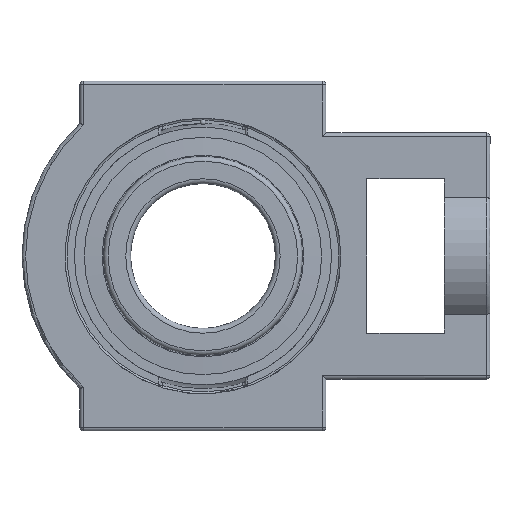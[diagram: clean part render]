
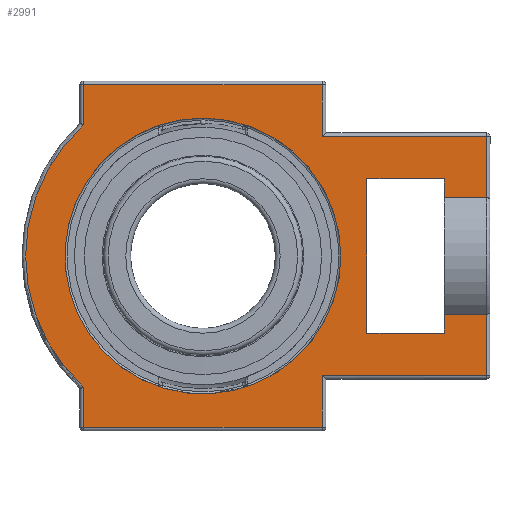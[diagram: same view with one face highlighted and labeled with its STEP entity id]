
A CAD part, left-side view. The second image highlights one B-rep face of the part: STEP entity #2991.
In plain terms, the highlighted face is planar.
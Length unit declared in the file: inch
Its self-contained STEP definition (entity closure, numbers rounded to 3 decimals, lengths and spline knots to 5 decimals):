
#821=VECTOR('',#3572,1.);
#855=VECTOR('',#3723,1.);
#856=VECTOR('',#3726,1.);
#859=VECTOR('',#3736,1.);
#860=VECTOR('',#3741,1.);
#862=VECTOR('',#3750,1.);
#867=VECTOR('',#3761,1.);
#871=VECTOR('',#3771,1.);
#874=VECTOR('',#3780,1.);
#879=VECTOR('',#3791,1.);
#886=VECTOR('',#3805,1.);
#887=VECTOR('',#3806,1.);
#888=VECTOR('',#3807,1.);
#889=VECTOR('',#3808,1.);
#890=VECTOR('',#3809,1.);
#891=VECTOR('',#3810,1.);
#963=LINE('',#4746,#821);
#997=LINE('',#4941,#855);
#998=LINE('',#4958,#856);
#1001=LINE('',#4966,#859);
#1002=LINE('',#4970,#860);
#1004=LINE('',#4992,#862);
#1009=LINE('',#5002,#867);
#1013=LINE('',#5011,#871);
#1016=LINE('',#5019,#874);
#1021=LINE('',#5046,#879);
#1028=LINE('',#5079,#886);
#1029=LINE('',#5081,#887);
#1030=LINE('',#5083,#888);
#1031=LINE('',#5085,#889);
#1032=LINE('',#5087,#890);
#1033=LINE('',#5090,#891);
#1167=PLANE('',#3250);
#1254=VERTEX_POINT('',#4711);
#1257=VERTEX_POINT('',#4720);
#1259=VERTEX_POINT('',#4725);
#1263=VERTEX_POINT('',#4734);
#1265=VERTEX_POINT('',#4739);
#1268=VERTEX_POINT('',#4747);
#1269=VERTEX_POINT('',#4751);
#1272=VERTEX_POINT('',#4758);
#1314=VERTEX_POINT('',#4942);
#1316=VERTEX_POINT('',#4967);
#1317=VERTEX_POINT('',#4971);
#1325=VERTEX_POINT('',#5020);
#1330=VERTEX_POINT('',#5047);
#1337=VERTEX_POINT('',#5080);
#1338=VERTEX_POINT('',#5082);
#1339=VERTEX_POINT('',#5084);
#1340=VERTEX_POINT('',#5086);
#1341=VERTEX_POINT('',#5088);
#1342=VERTEX_POINT('',#5089);
#1456=CIRCLE('',#3143,2.25138);
#1507=CIRCLE('',#3247,2.8937);
#1628=EDGE_CURVE('',#1254,#1254,#1456,.T.);
#1642=EDGE_CURVE('',#1265,#1268,#963,.T.);
#1713=EDGE_CURVE('',#1272,#1314,#997,.T.);
#1715=EDGE_CURVE('',#1268,#1272,#998,.T.);
#1720=EDGE_CURVE('',#1269,#1316,#1001,.T.);
#1722=EDGE_CURVE('',#1317,#1269,#1002,.T.);
#1727=EDGE_CURVE('',#1316,#1263,#1004,.T.);
#1733=EDGE_CURVE('',#1259,#1265,#1009,.T.);
#1738=EDGE_CURVE('',#1263,#1257,#1013,.T.);
#1742=EDGE_CURVE('',#1325,#1259,#1016,.T.);
#1749=EDGE_CURVE('',#1257,#1330,#1021,.T.);
#1751=EDGE_CURVE('',#1330,#1325,#1507,.T.);
#1760=EDGE_CURVE('',#1317,#1337,#1028,.T.);
#1761=EDGE_CURVE('',#1338,#1337,#1029,.T.);
#1762=EDGE_CURVE('',#1339,#1338,#1030,.T.);
#1763=EDGE_CURVE('',#1340,#1339,#1031,.T.);
#1764=EDGE_CURVE('',#1341,#1340,#1032,.T.);
#1765=EDGE_CURVE('',#1342,#1341,#1029,.T.);
#1766=EDGE_CURVE('',#1342,#1314,#1033,.T.);
#2212=ORIENTED_EDGE('',*,*,#1713,.F.);
#2213=ORIENTED_EDGE('',*,*,#1715,.F.);
#2214=ORIENTED_EDGE('',*,*,#1642,.F.);
#2215=ORIENTED_EDGE('',*,*,#1733,.F.);
#2216=ORIENTED_EDGE('',*,*,#1742,.F.);
#2217=ORIENTED_EDGE('',*,*,#1751,.F.);
#2218=ORIENTED_EDGE('',*,*,#1749,.F.);
#2219=ORIENTED_EDGE('',*,*,#1738,.F.);
#2220=ORIENTED_EDGE('',*,*,#1727,.F.);
#2221=ORIENTED_EDGE('',*,*,#1720,.F.);
#2222=ORIENTED_EDGE('',*,*,#1722,.F.);
#2223=ORIENTED_EDGE('',*,*,#1760,.T.);
#2224=ORIENTED_EDGE('',*,*,#1761,.F.);
#2225=ORIENTED_EDGE('',*,*,#1762,.F.);
#2226=ORIENTED_EDGE('',*,*,#1763,.F.);
#2227=ORIENTED_EDGE('',*,*,#1764,.F.);
#2228=ORIENTED_EDGE('',*,*,#1765,.F.);
#2229=ORIENTED_EDGE('',*,*,#1766,.T.);
#2230=ORIENTED_EDGE('',*,*,#1628,.T.);
#2573=EDGE_LOOP('',(#2212,#2213,#2214,#2215,#2216,#2217,#2218,#2219,#2220,
#2221,#2222,#2223,#2224,#2225,#2226,#2227,#2228,#2229));
#2574=EDGE_LOOP('',(#2230));
#2781=FACE_BOUND('',#2573,.T.);
#2782=FACE_BOUND('',#2574,.T.);
#2991=ADVANCED_FACE('',(#2781,#2782),#1167,.T.);
#3143=AXIS2_PLACEMENT_3D('',#4710,#3532,#3533);
#3247=AXIS2_PLACEMENT_3D('',#5063,#3793,#3794);
#3250=AXIS2_PLACEMENT_3D('',#5078,#3804,$);
#3532=DIRECTION('',(0.,0.,-1.));
#3533=DIRECTION('',(0.,2.251,0.));
#3572=DIRECTION('',(-1.,0.,0.));
#3723=DIRECTION('',(-1.,0.,0.));
#3726=DIRECTION('',(0.,-1.,0.));
#3736=DIRECTION('',(0.,1.,0.));
#3741=DIRECTION('',(-1.,0.,0.));
#3750=DIRECTION('',(-1.,0.,0.));
#3761=DIRECTION('',(0.,-1.,0.));
#3771=DIRECTION('',(0.,1.,0.));
#3780=DIRECTION('',(1.,0.,0.));
#3791=DIRECTION('',(1.,0.,0.));
#3793=DIRECTION('',(0.,0.,-1.));
#3794=DIRECTION('',(0.,2.894,0.));
#3804=DIRECTION('',(0.,0.,1.));
#3805=DIRECTION('',(0.,1.,0.));
#3806=DIRECTION('',(1.,0.,0.));
#3807=DIRECTION('',(0.,-1.,0.));
#3808=DIRECTION('',(-1.,0.,0.));
#3809=DIRECTION('',(0.,1.,0.));
#3810=DIRECTION('',(0.,-1.,0.));
#4710=CARTESIAN_POINT('',(0.,0.,0.82677));
#4711=CARTESIAN_POINT('',(0.,-2.25138,0.82677));
#4720=CARTESIAN_POINT('',(-2.79528,1.94882,0.82677));
#4725=CARTESIAN_POINT('',(2.79528,1.94882,0.82677));
#4734=CARTESIAN_POINT('',(-2.79528,-1.94882,0.82677));
#4739=CARTESIAN_POINT('',(2.79528,-1.94882,0.82677));
#4746=CARTESIAN_POINT('',(0.58925,-1.94882,0.82677));
#4747=CARTESIAN_POINT('',(1.94882,-1.94882,0.82677));
#4751=CARTESIAN_POINT('',(-1.94882,-4.62598,0.82677));
#4758=CARTESIAN_POINT('',(1.94882,-4.62598,0.82677));
#4941=CARTESIAN_POINT('',(-1.12827,-4.62598,0.82677));
#4942=CARTESIAN_POINT('',(0.95061,-4.62598,0.82677));
#4958=CARTESIAN_POINT('',(1.94882,-2.27069,0.82677));
#4966=CARTESIAN_POINT('',(-1.94882,-2.27069,0.82677));
#4967=CARTESIAN_POINT('',(-1.94882,-1.94882,0.82677));
#4970=CARTESIAN_POINT('',(-1.12827,-4.62598,0.82677));
#4971=CARTESIAN_POINT('',(-0.95061,-4.62598,0.82677));
#4992=CARTESIAN_POINT('',(-1.84185,-1.94882,0.82677));
#5002=CARTESIAN_POINT('',(2.79528,-0.59747,0.82677));
#5011=CARTESIAN_POINT('',(-2.79528,-0.59747,0.82677));
#5019=CARTESIAN_POINT('',(0.62853,1.94882,0.82677));
#5020=CARTESIAN_POINT('',(2.13907,1.94882,0.82677));
#5046=CARTESIAN_POINT('',(-1.88113,1.94882,0.82677));
#5047=CARTESIAN_POINT('',(-2.13907,1.94882,0.82677));
#5063=CARTESIAN_POINT('',(0.,0.,0.82677));
#5078=CARTESIAN_POINT('',(-1.2526,-1.19493,0.82677));
#5079=CARTESIAN_POINT('',(-0.95061,-4.31102,0.82677));
#5080=CARTESIAN_POINT('',(-0.95061,-3.93701,0.82677));
#5081=CARTESIAN_POINT('',(-1.25984,-3.93701,0.82677));
#5082=CARTESIAN_POINT('',(-1.25984,-3.93701,0.82677));
#5083=CARTESIAN_POINT('',(-1.25984,-2.67717,0.82677));
#5084=CARTESIAN_POINT('',(-1.25984,-2.67717,0.82677));
#5085=CARTESIAN_POINT('',(0.,-2.67717,0.82677));
#5086=CARTESIAN_POINT('',(1.25984,-2.67717,0.82677));
#5087=CARTESIAN_POINT('',(1.25984,-2.67717,0.82677));
#5088=CARTESIAN_POINT('',(1.25984,-3.93701,0.82677));
#5089=CARTESIAN_POINT('',(0.95061,-3.93701,0.82677));
#5090=CARTESIAN_POINT('',(0.95061,-4.31102,0.82677));
